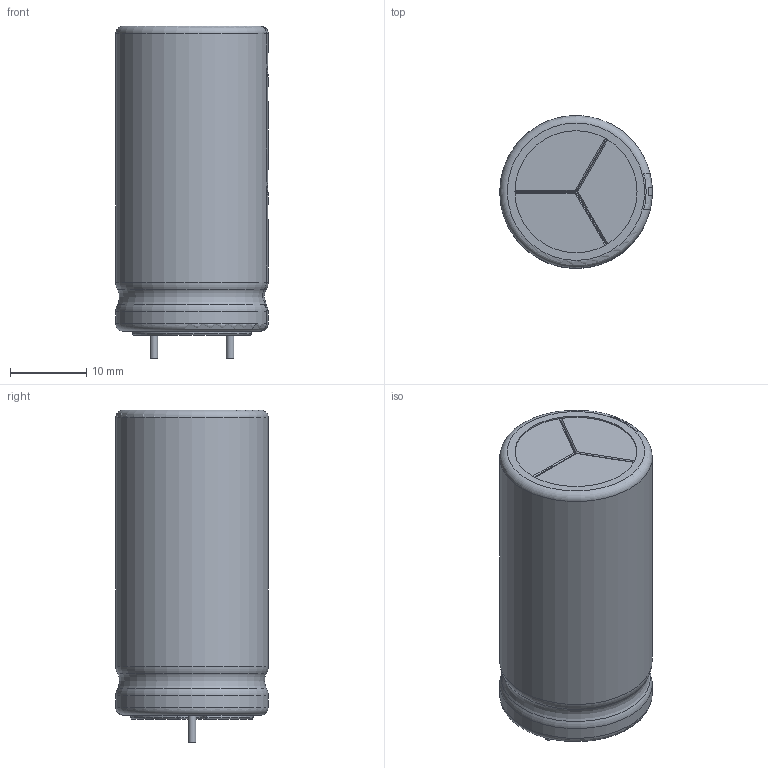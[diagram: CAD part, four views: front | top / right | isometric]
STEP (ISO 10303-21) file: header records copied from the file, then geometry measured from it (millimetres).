
FILE_DESCRIPTION((' '),'2;1');
FILE_NAME( 'CAPPRD1000W100D2000H4000.stp', '2022-09-09T16:11:35', (' '), ('--- Datakit www.datakit.com---'), ' Datakit CrossCadWare V2022.3 Jun 15 2022', 'DATAKIT 2022 (c)', ' ');
FILE_SCHEMA(('AP242_MANAGED_MODEL_BASED_3D_ENGINEERING_MIM_LF { 1 0 10303 442 1 1 4 }'));
Length unit declared in the file: millimetre
Products named in the file (1): CAPPRD1000W100D2000H4000
Bounding box: 20 x 19.99 x 43.5 mm (x, y, z)
Volume: 4902.8 mm3; surface area: 5492.6 mm2
Topology: 1 solids, 2 shells, 124 faces, 315 edges, 196 vertices
Faces by surface type: plane 57, cylinder 33, torus 21, bspline 9, sphere 4
Full cylindrical faces by diameter (mm): 1 x2, 16 x2, 20 x1
Entity records: 5364 total; most frequent: CARTESIAN_POINT 2347, ORIENTED_EDGE 602, DIRECTION 573, EDGE_CURVE 301, AXIS2_PLACEMENT_3D 225, VERTEX_POINT 193, EDGE_LOOP 136, FACE_OUTER_BOUND 124
